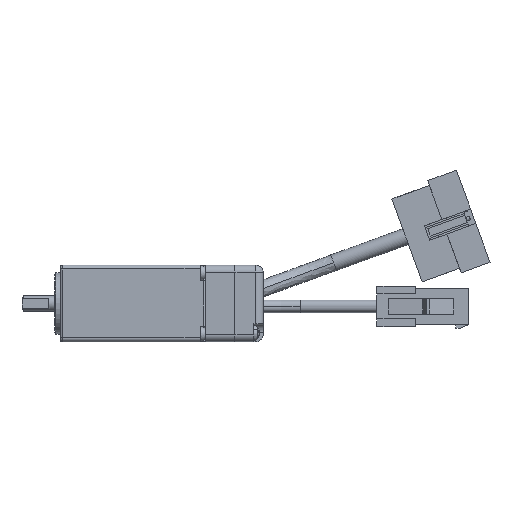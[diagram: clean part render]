
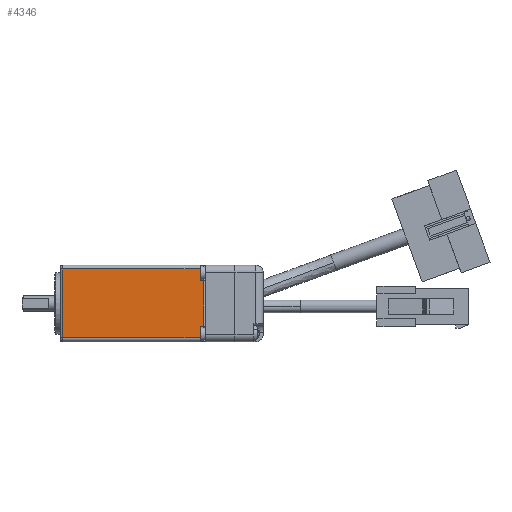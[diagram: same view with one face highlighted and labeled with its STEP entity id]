
A CAD part, front view. The second image highlights one B-rep face of the part: STEP entity #4346.
In plain terms, the highlighted face is planar.
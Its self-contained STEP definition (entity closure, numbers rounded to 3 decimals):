
#197 = CARTESIAN_POINT ( 'NONE',  ( 0.5, 20., 4. ) ) ;
#276 = DIRECTION ( 'NONE',  ( -1., 0., 0. ) ) ;
#297 = CARTESIAN_POINT ( 'NONE',  ( 38., 20., 4. ) ) ;
#367 = CARTESIAN_POINT ( 'NONE',  ( 0.5, 20., 19. ) ) ;
#502 = VECTOR ( 'NONE', #10096, 1000. ) ;
#566 = VECTOR ( 'NONE', #17549, 1000. ) ;
#1558 = LINE ( 'NONE', #2804, #14786 ) ;
#1584 = EDGE_CURVE ( 'NONE', #11012, #19632, #2386, .T. ) ;
#2286 = CARTESIAN_POINT ( 'NONE',  ( 38., 20., 3.5 ) ) ;
#2386 = LINE ( 'NONE', #16359, #10726 ) ;
#2804 = CARTESIAN_POINT ( 'NONE',  ( 38.5, 20., 1. ) ) ;
#3088 = VECTOR ( 'NONE', #17588, 1000. ) ;
#3865 = VECTOR ( 'NONE', #276, 1000. ) ;
#3987 = DIRECTION ( 'NONE',  ( 0., 0., 1. ) ) ;
#4129 = ORIENTED_EDGE ( 'NONE', *, *, #7223, .T. ) ;
#4346 = ADVANCED_FACE ( 'NONE', ( #6548 ), #5175, .T. ) ;
#4652 = VERTEX_POINT ( 'NONE', #20515 ) ;
#5045 = DIRECTION ( 'NONE',  ( 0., 0., 1. ) ) ;
#5058 = LINE ( 'NONE', #367, #566 ) ;
#5086 = DIRECTION ( 'NONE',  ( 0., 1., 0. ) ) ;
#5100 = EDGE_LOOP ( 'NONE', ( #21294, #12772, #4129, #13175, #16468, #11971, #10678, #7149, #8471 ) ) ;
#5154 = CARTESIAN_POINT ( 'NONE',  ( 37.5, 20., 3.5 ) ) ;
#5175 = PLANE ( 'NONE',  #13186 ) ;
#5293 = CARTESIAN_POINT ( 'NONE',  ( 0.5, 20., 1. ) ) ;
#5740 = EDGE_CURVE ( 'NONE', #17046, #7222, #20900, .T. ) ;
#6146 = AXIS2_PLACEMENT_3D ( 'NONE', #2286, #13900, #3987 ) ;
#6548 = FACE_OUTER_BOUND ( 'NONE', #5100, .T. ) ;
#7116 = VERTEX_POINT ( 'NONE', #5154 ) ;
#7149 = ORIENTED_EDGE ( 'NONE', *, *, #14991, .T. ) ;
#7222 = VERTEX_POINT ( 'NONE', #297 ) ;
#7223 = EDGE_CURVE ( 'NONE', #7329, #4652, #5058, .T. ) ;
#7329 = VERTEX_POINT ( 'NONE', #19795 ) ;
#7467 = EDGE_CURVE ( 'NONE', #11274, #9092, #9728, .T. ) ;
#7571 = CARTESIAN_POINT ( 'NONE',  ( 1.5, 20., 1. ) ) ;
#7576 = DIRECTION ( 'NONE',  ( 0., 0., 1. ) ) ;
#7774 = CARTESIAN_POINT ( 'NONE',  ( 37.5, 20., 3.5 ) ) ;
#7934 = CARTESIAN_POINT ( 'NONE',  ( 1.5, 20., 1. ) ) ;
#8471 = ORIENTED_EDGE ( 'NONE', *, *, #15817, .F. ) ;
#8890 = LINE ( 'NONE', #15056, #502 ) ;
#9092 = VERTEX_POINT ( 'NONE', #21154 ) ;
#9437 = DIRECTION ( 'NONE',  ( 0., 0., -1. ) ) ;
#9728 = LINE ( 'NONE', #15839, #15632 ) ;
#10096 = DIRECTION ( 'NONE',  ( 0., 0., -1. ) ) ;
#10678 = ORIENTED_EDGE ( 'NONE', *, *, #5740, .T. ) ;
#10726 = VECTOR ( 'NONE', #16164, 1000. ) ;
#10874 = VECTOR ( 'NONE', #7576, 1000. ) ;
#11012 = VERTEX_POINT ( 'NONE', #7934 ) ;
#11067 = EDGE_CURVE ( 'NONE', #11012, #7329, #19075, .T. ) ;
#11274 = VERTEX_POINT ( 'NONE', #15487 ) ;
#11971 = ORIENTED_EDGE ( 'NONE', *, *, #14474, .T. ) ;
#12772 = ORIENTED_EDGE ( 'NONE', *, *, #11067, .T. ) ;
#13175 = ORIENTED_EDGE ( 'NONE', *, *, #18438, .T. ) ;
#13186 = AXIS2_PLACEMENT_3D ( 'NONE', #5293, #5086, #5045 ) ;
#13900 = DIRECTION ( 'NONE',  ( 0., -1., 0. ) ) ;
#13942 = CARTESIAN_POINT ( 'NONE',  ( 37.5, 20., 1. ) ) ;
#14474 = EDGE_CURVE ( 'NONE', #11274, #17046, #1558, .T. ) ;
#14786 = VECTOR ( 'NONE', #9437, 1000. ) ;
#14991 = EDGE_CURVE ( 'NONE', #7222, #7116, #18588, .T. ) ;
#15056 = CARTESIAN_POINT ( 'NONE',  ( 37.5, 20., 1. ) ) ;
#15487 = CARTESIAN_POINT ( 'NONE',  ( 38.5, 20., 16. ) ) ;
#15632 = VECTOR ( 'NONE', #15910, 1000. ) ;
#15817 = EDGE_CURVE ( 'NONE', #19632, #7116, #16262, .T. ) ;
#15839 = CARTESIAN_POINT ( 'NONE',  ( 37.5, 20., 16. ) ) ;
#15910 = DIRECTION ( 'NONE',  ( -1., 0., 0. ) ) ;
#16164 = DIRECTION ( 'NONE',  ( 1., 0., 0. ) ) ;
#16262 = LINE ( 'NONE', #7774, #3088 ) ;
#16359 = CARTESIAN_POINT ( 'NONE',  ( 37.5, 20., 1. ) ) ;
#16468 = ORIENTED_EDGE ( 'NONE', *, *, #7467, .F. ) ;
#17046 = VERTEX_POINT ( 'NONE', #18040 ) ;
#17549 = DIRECTION ( 'NONE',  ( 1., 0., 0. ) ) ;
#17588 = DIRECTION ( 'NONE',  ( 0., 0., 1. ) ) ;
#18040 = CARTESIAN_POINT ( 'NONE',  ( 38.5, 20., 4. ) ) ;
#18438 = EDGE_CURVE ( 'NONE', #4652, #9092, #8890, .T. ) ;
#18588 = CIRCLE ( 'NONE', #6146, 0.5 ) ;
#19075 = LINE ( 'NONE', #7571, #10874 ) ;
#19632 = VERTEX_POINT ( 'NONE', #13942 ) ;
#19795 = CARTESIAN_POINT ( 'NONE',  ( 1.5, 20., 19. ) ) ;
#20515 = CARTESIAN_POINT ( 'NONE',  ( 37.5, 20., 19. ) ) ;
#20900 = LINE ( 'NONE', #197, #3865 ) ;
#21154 = CARTESIAN_POINT ( 'NONE',  ( 37.5, 20., 16. ) ) ;
#21294 = ORIENTED_EDGE ( 'NONE', *, *, #1584, .F. ) ;
